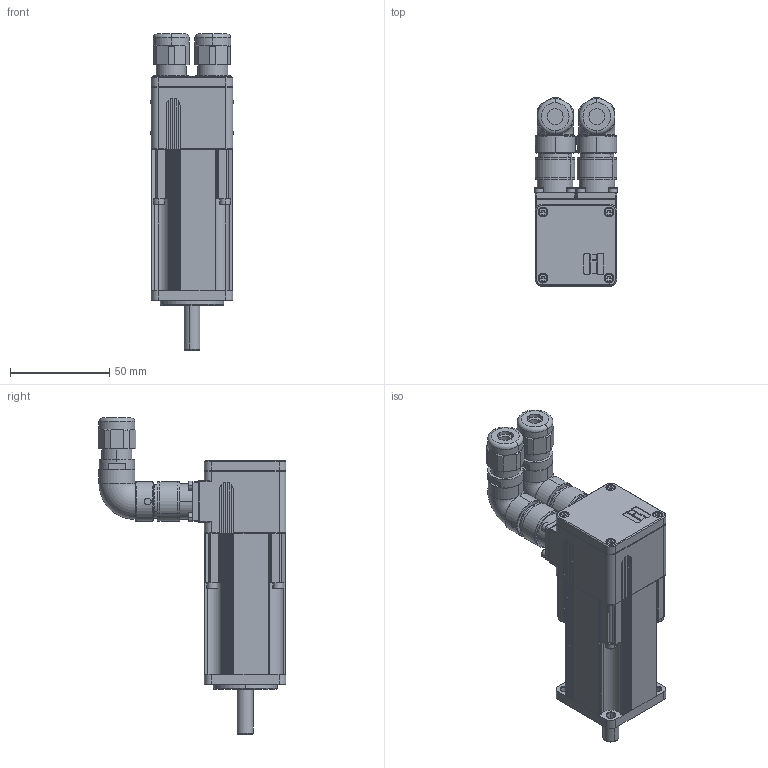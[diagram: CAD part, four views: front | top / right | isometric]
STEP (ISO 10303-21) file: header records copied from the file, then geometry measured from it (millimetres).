
FILE_DESCRIPTION((''),'2;1');
FILE_NAME('BL-40.stp','2013-03-21T13:54:35',('arodrigo'),(''),'Autodesk Inventor 9','Autodesk Inventor 9','');
FILE_SCHEMA(('AUTOMOTIVE_DESIGN { 1 0 10303 214 1 1 1 1 }'));
Length unit declared in the file: millimetre
Products named in the file (1): Pieza1
Bounding box: 41.5 x 94.5 x 158.9 mm (x, y, z)
Volume: 160230.2 mm3; surface area: 53249.5 mm2
Topology: 42 solids, 42 shells, 1212 faces, 2941 edges, 1845 vertices
Faces by surface type: plane 630, cylinder 370, cone 90, bspline 68, torus 50, sphere 4
Entity records: 36831 total; most frequent: CARTESIAN_POINT 8603, DIRECTION 6049, ORIENTED_EDGE 5790, EDGE_CURVE 2895, AXIS2_PLACEMENT_3D 2265, VERTEX_POINT 1845, VECTOR 1519, LINE 1519
